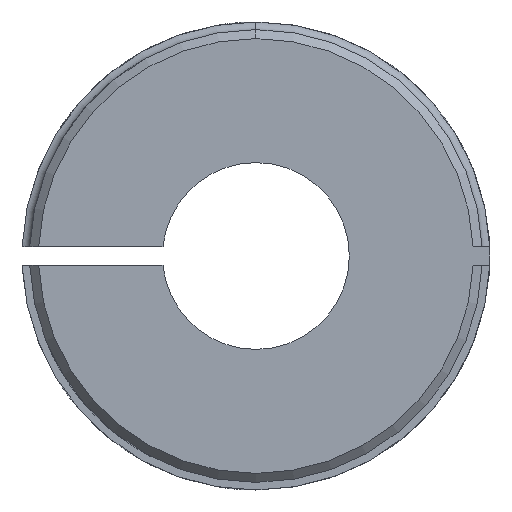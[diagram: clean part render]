
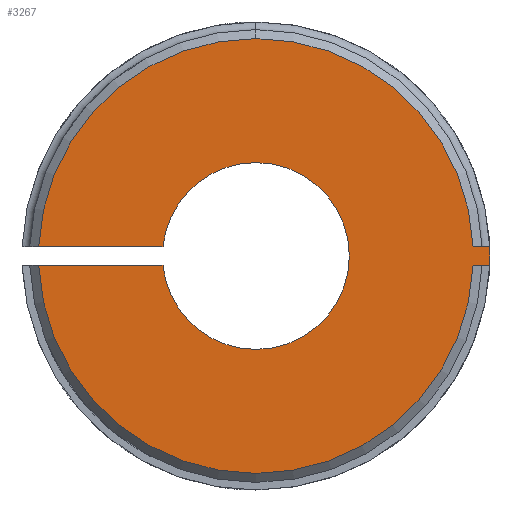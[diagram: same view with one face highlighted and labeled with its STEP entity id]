
A CAD part, front view. The second image highlights one B-rep face of the part: STEP entity #3267.
In plain terms, the highlighted planar face has unit normal (0, -1, 0).
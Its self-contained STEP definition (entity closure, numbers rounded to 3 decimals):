
#32 = ORIENTED_EDGE ( 'NONE', *, *, #143, .T. ) ;
#97 = DIRECTION ( 'NONE',  ( 0., 0., 1. ) ) ;
#100 = EDGE_CURVE ( 'NONE', #3166, #2327, #1509, .T. ) ;
#143 = EDGE_CURVE ( 'NONE', #2972, #1170, #813, .T. ) ;
#145 = AXIS2_PLACEMENT_3D ( 'NONE', #3678, #1879, #97 ) ;
#148 = EDGE_CURVE ( 'NONE', #2327, #3280, #1414, .T. ) ;
#211 = DIRECTION ( 'NONE',  ( -1., 0., 0. ) ) ;
#273 = CARTESIAN_POINT ( 'NONE',  ( 0., 0., 18.478 ) ) ;
#277 = VECTOR ( 'NONE', #2236, 1000. ) ;
#290 = EDGE_CURVE ( 'NONE', #2900, #2884, #3243, .T. ) ;
#338 = LINE ( 'NONE', #3201, #3424 ) ;
#366 = DIRECTION ( 'NONE',  ( 0., 0., 1. ) ) ;
#421 = DIRECTION ( 'NONE',  ( 0., -1., 0. ) ) ;
#520 = CIRCLE ( 'NONE', #2747, 7.938 ) ;
#705 = CARTESIAN_POINT ( 'NONE',  ( -18.461, 0., -0.8 ) ) ;
#711 = AXIS2_PLACEMENT_3D ( 'NONE', #1843, #1885, #1912 ) ;
#759 = VERTEX_POINT ( 'NONE', #3865 ) ;
#766 = CARTESIAN_POINT ( 'NONE',  ( 18.461, 0., -0.8 ) ) ;
#813 = CIRCLE ( 'NONE', #711, 7.938 ) ;
#854 = EDGE_LOOP ( 'NONE', ( #2578, #999, #1773, #2830, #3620, #2820, #1830, #2883, #32, #1106, #1187 ) ) ;
#909 = DIRECTION ( 'NONE',  ( 0., -1., 0. ) ) ;
#964 = EDGE_CURVE ( 'NONE', #759, #2900, #338, .T. ) ;
#975 = CARTESIAN_POINT ( 'NONE',  ( 19.872, 0., 0.8 ) ) ;
#980 = VERTEX_POINT ( 'NONE', #1166 ) ;
#999 = ORIENTED_EDGE ( 'NONE', *, *, #290, .T. ) ;
#1106 = ORIENTED_EDGE ( 'NONE', *, *, #3632, .T. ) ;
#1132 = DIRECTION ( 'NONE',  ( 0., 1., 0. ) ) ;
#1166 = CARTESIAN_POINT ( 'NONE',  ( -18.461, 0., 0.8 ) ) ;
#1170 = VERTEX_POINT ( 'NONE', #2651 ) ;
#1187 = ORIENTED_EDGE ( 'NONE', *, *, #2986, .T. ) ;
#1227 = CARTESIAN_POINT ( 'NONE',  ( -19.872, 0., 0.8 ) ) ;
#1257 = CIRCLE ( 'NONE', #145, 7.938 ) ;
#1339 = CARTESIAN_POINT ( 'NONE',  ( 19.872, 0., -0.8 ) ) ;
#1378 = CARTESIAN_POINT ( 'NONE',  ( 0., 0., 0. ) ) ;
#1407 = DIRECTION ( 'NONE',  ( 0., -1., 0. ) ) ;
#1414 = CIRCLE ( 'NONE', #2781, 19.888 ) ;
#1437 = FACE_OUTER_BOUND ( 'NONE', #854, .T. ) ;
#1441 = LINE ( 'NONE', #1227, #2946 ) ;
#1495 = VERTEX_POINT ( 'NONE', #2555 ) ;
#1509 = LINE ( 'NONE', #2596, #3811 ) ;
#1555 = DIRECTION ( 'NONE',  ( 0., 0., 1. ) ) ;
#1773 = ORIENTED_EDGE ( 'NONE', *, *, #3685, .F. ) ;
#1819 = EDGE_CURVE ( 'NONE', #980, #2972, #1441, .T. ) ;
#1830 = ORIENTED_EDGE ( 'NONE', *, *, #2754, .T. ) ;
#1842 = PLANE ( 'NONE',  #3313 ) ;
#1843 = CARTESIAN_POINT ( 'NONE',  ( 0., 0., 0. ) ) ;
#1879 = DIRECTION ( 'NONE',  ( 0., 1., 0. ) ) ;
#1882 = AXIS2_PLACEMENT_3D ( 'NONE', #1378, #1407, #1555 ) ;
#1885 = DIRECTION ( 'NONE',  ( 0., 1., 0. ) ) ;
#1912 = DIRECTION ( 'NONE',  ( 0., 0., 1. ) ) ;
#1939 = LINE ( 'NONE', #1339, #277 ) ;
#2005 = CARTESIAN_POINT ( 'NONE',  ( 0., 0., 0. ) ) ;
#2009 = AXIS2_PLACEMENT_3D ( 'NONE', #2202, #421, #2503 ) ;
#2155 = DIRECTION ( 'NONE',  ( 0., 1., 0. ) ) ;
#2157 = DIRECTION ( 'NONE',  ( 0., 1., 0. ) ) ;
#2167 = DIRECTION ( 'NONE',  ( 0., 0., 1. ) ) ;
#2202 = CARTESIAN_POINT ( 'NONE',  ( 0., 0., 0. ) ) ;
#2236 = DIRECTION ( 'NONE',  ( -1., 0., 0. ) ) ;
#2327 = VERTEX_POINT ( 'NONE', #975 ) ;
#2457 = CARTESIAN_POINT ( 'NONE',  ( 19.872, 0., -0.8 ) ) ;
#2492 = AXIS2_PLACEMENT_3D ( 'NONE', #2699, #909, #2995 ) ;
#2498 = EDGE_CURVE ( 'NONE', #3166, #3477, #3649, .T. ) ;
#2503 = DIRECTION ( 'NONE',  ( 0., 0., 1. ) ) ;
#2555 = CARTESIAN_POINT ( 'NONE',  ( 0., 0., -7.938 ) ) ;
#2578 = ORIENTED_EDGE ( 'NONE', *, *, #964, .T. ) ;
#2596 = CARTESIAN_POINT ( 'NONE',  ( 19.224, 0., 0.8 ) ) ;
#2604 = CARTESIAN_POINT ( 'NONE',  ( -7.897, 0., 0.8 ) ) ;
#2651 = CARTESIAN_POINT ( 'NONE',  ( 0., 0., 7.938 ) ) ;
#2699 = CARTESIAN_POINT ( 'NONE',  ( 0., 0., 0. ) ) ;
#2747 = AXIS2_PLACEMENT_3D ( 'NONE', #2922, #1132, #3214 ) ;
#2748 = CARTESIAN_POINT ( 'NONE',  ( 0., 0., 0. ) ) ;
#2754 = EDGE_CURVE ( 'NONE', #3477, #980, #3171, .T. ) ;
#2781 = AXIS2_PLACEMENT_3D ( 'NONE', #2005, #2157, #2167 ) ;
#2820 = ORIENTED_EDGE ( 'NONE', *, *, #2498, .T. ) ;
#2830 = ORIENTED_EDGE ( 'NONE', *, *, #148, .F. ) ;
#2883 = ORIENTED_EDGE ( 'NONE', *, *, #1819, .T. ) ;
#2884 = VERTEX_POINT ( 'NONE', #766 ) ;
#2900 = VERTEX_POINT ( 'NONE', #705 ) ;
#2922 = CARTESIAN_POINT ( 'NONE',  ( 0., 0., 0. ) ) ;
#2946 = VECTOR ( 'NONE', #3017, 1000. ) ;
#2972 = VERTEX_POINT ( 'NONE', #2604 ) ;
#2986 = EDGE_CURVE ( 'NONE', #1495, #759, #520, .T. ) ;
#2995 = DIRECTION ( 'NONE',  ( 0., 0., 1. ) ) ;
#3006 = CARTESIAN_POINT ( 'NONE',  ( 18.461, 0., 0.8 ) ) ;
#3017 = DIRECTION ( 'NONE',  ( 1., 0., 0. ) ) ;
#3166 = VERTEX_POINT ( 'NONE', #3006 ) ;
#3171 = CIRCLE ( 'NONE', #2009, 18.478 ) ;
#3201 = CARTESIAN_POINT ( 'NONE',  ( -7.897, 0., -0.8 ) ) ;
#3214 = DIRECTION ( 'NONE',  ( 0., 0., 1. ) ) ;
#3243 = CIRCLE ( 'NONE', #1882, 18.478 ) ;
#3267 = ADVANCED_FACE ( 'NONE', ( #1437 ), #1842, .F. ) ;
#3280 = VERTEX_POINT ( 'NONE', #2457 ) ;
#3313 = AXIS2_PLACEMENT_3D ( 'NONE', #2748, #2155, #366 ) ;
#3424 = VECTOR ( 'NONE', #211, 1000. ) ;
#3427 = DIRECTION ( 'NONE',  ( 1., 0., 0. ) ) ;
#3477 = VERTEX_POINT ( 'NONE', #273 ) ;
#3620 = ORIENTED_EDGE ( 'NONE', *, *, #100, .F. ) ;
#3632 = EDGE_CURVE ( 'NONE', #1170, #1495, #1257, .T. ) ;
#3649 = CIRCLE ( 'NONE', #2492, 18.478 ) ;
#3678 = CARTESIAN_POINT ( 'NONE',  ( 0., 0., 0. ) ) ;
#3685 = EDGE_CURVE ( 'NONE', #3280, #2884, #1939, .T. ) ;
#3811 = VECTOR ( 'NONE', #3427, 1000. ) ;
#3865 = CARTESIAN_POINT ( 'NONE',  ( -7.897, 0., -0.8 ) ) ;
